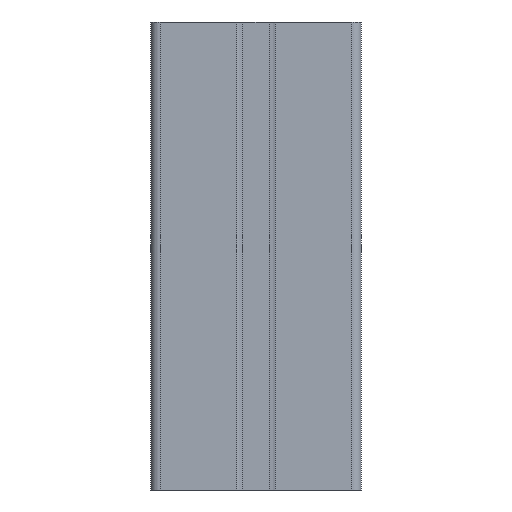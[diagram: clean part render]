
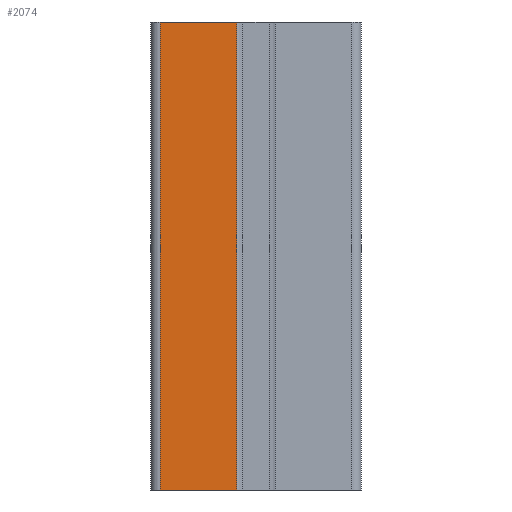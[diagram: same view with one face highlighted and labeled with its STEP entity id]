
A CAD part, left-side view. The second image highlights one B-rep face of the part: STEP entity #2074.
In plain terms, the highlighted planar face has unit normal (-1, 0, 0).
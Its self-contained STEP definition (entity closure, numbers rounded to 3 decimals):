
#1314=CARTESIAN_POINT('',(-22.5,4.1,0.0));
#1315=VERTEX_POINT('',#1314);
#1330=CARTESIAN_POINT('',(-22.5,4.1,100.0));
#1331=VERTEX_POINT('',#1330);
#1338=CARTESIAN_POINT('',(-22.5,4.1,0.0));
#1339=DIRECTION('',(0.0,0.0,1.0));
#1340=VECTOR('',#1339,100.0);
#1341=LINE('',#1338,#1340);
#1342=EDGE_CURVE('',#1315,#1331,#1341,.T.);
#1414=CARTESIAN_POINT('',(-22.5,20.5,0.0));
#1415=VERTEX_POINT('',#1414);
#1416=CARTESIAN_POINT('',(-22.5,4.1,0.0));
#1417=DIRECTION('',(0.0,1.0,0.0));
#1418=VECTOR('',#1417,16.4);
#1419=LINE('',#1416,#1418);
#1420=EDGE_CURVE('',#1315,#1415,#1419,.T.);
#2051=CARTESIAN_POINT('',(-22.5,4.1,0.0));
#2052=DIRECTION('',(-1.0,0.0,0.0));
#2053=DIRECTION('',(0.0,0.0,1.0));
#2054=AXIS2_PLACEMENT_3D('',#2051,#2052,#2053);
#2055=PLANE('',#2054);
#2056=ORIENTED_EDGE('',*,*,#1342,.T.);
#2057=CARTESIAN_POINT('',(-22.5,20.5,100.0));
#2058=VERTEX_POINT('',#2057);
#2059=CARTESIAN_POINT('',(-22.5,4.1,100.0));
#2060=DIRECTION('',(0.0,1.0,0.0));
#2061=VECTOR('',#2060,16.4);
#2062=LINE('',#2059,#2061);
#2063=EDGE_CURVE('',#1331,#2058,#2062,.T.);
#2064=ORIENTED_EDGE('',*,*,#2063,.T.);
#2065=CARTESIAN_POINT('',(-22.5,20.5,0.0));
#2066=DIRECTION('',(0.0,0.0,1.0));
#2067=VECTOR('',#2066,100.0);
#2068=LINE('',#2065,#2067);
#2069=EDGE_CURVE('',#1415,#2058,#2068,.T.);
#2070=ORIENTED_EDGE('',*,*,#2069,.F.);
#2071=ORIENTED_EDGE('',*,*,#1420,.F.);
#2072=EDGE_LOOP('',(#2056,#2064,#2070,#2071));
#2073=FACE_OUTER_BOUND('',#2072,.T.);
#2074=ADVANCED_FACE('',(#2073),#2055,.T.);
